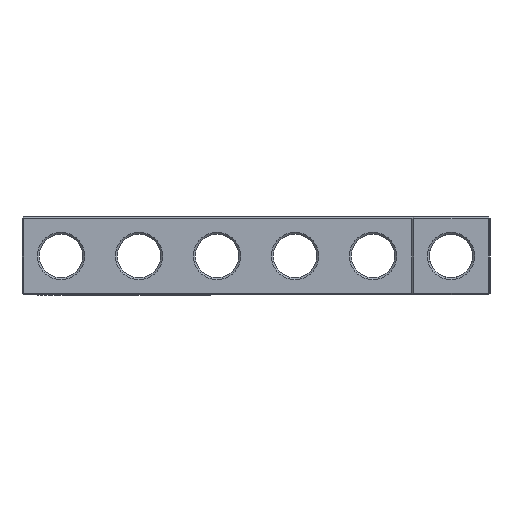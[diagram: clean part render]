
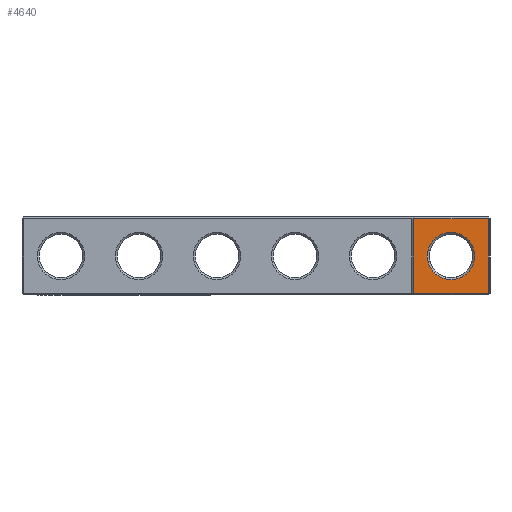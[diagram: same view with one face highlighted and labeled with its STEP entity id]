
A CAD part, left-side view. The second image highlights one B-rep face of the part: STEP entity #4640.
In plain terms, the highlighted planar face has unit normal (-1, 0, 0).
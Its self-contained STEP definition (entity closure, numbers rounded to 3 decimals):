
#361 = PLANE('',#362);
#362 = AXIS2_PLACEMENT_3D('',#363,#364,#365);
#363 = CARTESIAN_POINT('',(-93.6,6.1,0.));
#364 = DIRECTION('',(0.707,-0.707,0.)
  );
#365 = DIRECTION('',(0.,0.,-1.));
#1241 = VERTEX_POINT('',#1242);
#1242 = CARTESIAN_POINT('',(-93.75,5.95,0.3));
#1263 = EDGE_CURVE('',#1241,#1264,#1266,.T.);
#1264 = VERTEX_POINT('',#1265);
#1265 = CARTESIAN_POINT('',(-93.75,5.95,12.2));
#1266 = SURFACE_CURVE('',#1267,(#1271,#1278),.PCURVE_S1.);
#1267 = LINE('',#1268,#1269);
#1268 = CARTESIAN_POINT('',(-93.75,5.95,0.));
#1269 = VECTOR('',#1270,1.);
#1270 = DIRECTION('',(0.,0.,1.));
#1271 = PCURVE('',#361,#1272);
#1272 = DEFINITIONAL_REPRESENTATION('',(#1273),#1277);
#1273 = LINE('',#1274,#1275);
#1274 = CARTESIAN_POINT('',(0.,-0.212));
#1275 = VECTOR('',#1276,1.);
#1276 = DIRECTION('',(-1.,0.));
#1277 = ( GEOMETRIC_REPRESENTATION_CONTEXT(2) 
PARAMETRIC_REPRESENTATION_CONTEXT() REPRESENTATION_CONTEXT('2D SPACE',''
  ) );
#1278 = PCURVE('',#1279,#1284);
#1279 = PLANE('',#1280);
#1280 = AXIS2_PLACEMENT_3D('',#1281,#1282,#1283);
#1281 = CARTESIAN_POINT('',(-93.75,6.25,0.));
#1282 = DIRECTION('',(1.,0.,0.));
#1283 = DIRECTION('',(0.,-1.,0.));
#1284 = DEFINITIONAL_REPRESENTATION('',(#1285),#1289);
#1285 = LINE('',#1286,#1287);
#1286 = CARTESIAN_POINT('',(0.3,0.));
#1287 = VECTOR('',#1288,1.);
#1288 = DIRECTION('',(0.,-1.));
#1289 = ( GEOMETRIC_REPRESENTATION_CONTEXT(2) 
PARAMETRIC_REPRESENTATION_CONTEXT() REPRESENTATION_CONTEXT('2D SPACE',''
  ) );
#1745 = PLANE('',#1746);
#1746 = AXIS2_PLACEMENT_3D('',#1747,#1748,#1749);
#1747 = CARTESIAN_POINT('',(-93.6,6.25,0.15));
#1748 = DIRECTION('',(0.707,0.,0.707)
  );
#1749 = DIRECTION('',(0.,-1.,0.));
#2590 = PLANE('',#2591);
#2591 = AXIS2_PLACEMENT_3D('',#2592,#2593,#2594);
#2592 = CARTESIAN_POINT('',(-93.6,6.25,12.35));
#2593 = DIRECTION('',(-0.707,0.,0.707
    ));
#2594 = DIRECTION('',(0.,-1.,0.));
#4640 = ADVANCED_FACE('',(#4641,#4716),#1279,.F.);
#4641 = FACE_BOUND('',#4642,.F.);
#4642 = EDGE_LOOP('',(#4643,#4673,#4694,#4695));
#4643 = ORIENTED_EDGE('',*,*,#4644,.F.);
#4644 = EDGE_CURVE('',#4645,#4647,#4649,.T.);
#4645 = VERTEX_POINT('',#4646);
#4646 = CARTESIAN_POINT('',(-93.75,-5.95,0.3));
#4647 = VERTEX_POINT('',#4648);
#4648 = CARTESIAN_POINT('',(-93.75,-5.95,12.2));
#4649 = SURFACE_CURVE('',#4650,(#4654,#4661),.PCURVE_S1.);
#4650 = LINE('',#4651,#4652);
#4651 = CARTESIAN_POINT('',(-93.75,-5.95,0.));
#4652 = VECTOR('',#4653,1.);
#4653 = DIRECTION('',(0.,0.,1.));
#4654 = PCURVE('',#1279,#4655);
#4655 = DEFINITIONAL_REPRESENTATION('',(#4656),#4660);
#4656 = LINE('',#4657,#4658);
#4657 = CARTESIAN_POINT('',(12.2,0.));
#4658 = VECTOR('',#4659,1.);
#4659 = DIRECTION('',(0.,-1.));
#4660 = ( GEOMETRIC_REPRESENTATION_CONTEXT(2) 
PARAMETRIC_REPRESENTATION_CONTEXT() REPRESENTATION_CONTEXT('2D SPACE',''
  ) );
#4661 = PCURVE('',#4662,#4667);
#4662 = PLANE('',#4663);
#4663 = AXIS2_PLACEMENT_3D('',#4664,#4665,#4666);
#4664 = CARTESIAN_POINT('',(-93.6,-6.1,0.));
#4665 = DIRECTION('',(-0.707,-0.707,0.
    ));
#4666 = DIRECTION('',(0.,0.,1.));
#4667 = DEFINITIONAL_REPRESENTATION('',(#4668),#4672);
#4668 = LINE('',#4669,#4670);
#4669 = CARTESIAN_POINT('',(0.,0.212));
#4670 = VECTOR('',#4671,1.);
#4671 = DIRECTION('',(1.,0.));
#4672 = ( GEOMETRIC_REPRESENTATION_CONTEXT(2) 
PARAMETRIC_REPRESENTATION_CONTEXT() REPRESENTATION_CONTEXT('2D SPACE',''
  ) );
#4673 = ORIENTED_EDGE('',*,*,#4674,.F.);
#4674 = EDGE_CURVE('',#1241,#4645,#4675,.T.);
#4675 = SURFACE_CURVE('',#4676,(#4680,#4687),.PCURVE_S1.);
#4676 = LINE('',#4677,#4678);
#4677 = CARTESIAN_POINT('',(-93.75,6.25,0.3));
#4678 = VECTOR('',#4679,1.);
#4679 = DIRECTION('',(0.,-1.,0.));
#4680 = PCURVE('',#1279,#4681);
#4681 = DEFINITIONAL_REPRESENTATION('',(#4682),#4686);
#4682 = LINE('',#4683,#4684);
#4683 = CARTESIAN_POINT('',(0.,-0.3));
#4684 = VECTOR('',#4685,1.);
#4685 = DIRECTION('',(1.,0.));
#4686 = ( GEOMETRIC_REPRESENTATION_CONTEXT(2) 
PARAMETRIC_REPRESENTATION_CONTEXT() REPRESENTATION_CONTEXT('2D SPACE',''
  ) );
#4687 = PCURVE('',#1745,#4688);
#4688 = DEFINITIONAL_REPRESENTATION('',(#4689),#4693);
#4689 = LINE('',#4690,#4691);
#4690 = CARTESIAN_POINT('',(0.,-0.212));
#4691 = VECTOR('',#4692,1.);
#4692 = DIRECTION('',(1.,0.));
#4693 = ( GEOMETRIC_REPRESENTATION_CONTEXT(2) 
PARAMETRIC_REPRESENTATION_CONTEXT() REPRESENTATION_CONTEXT('2D SPACE',''
  ) );
#4694 = ORIENTED_EDGE('',*,*,#1263,.T.);
#4695 = ORIENTED_EDGE('',*,*,#4696,.T.);
#4696 = EDGE_CURVE('',#1264,#4647,#4697,.T.);
#4697 = SURFACE_CURVE('',#4698,(#4702,#4709),.PCURVE_S1.);
#4698 = LINE('',#4699,#4700);
#4699 = CARTESIAN_POINT('',(-93.75,6.25,12.2));
#4700 = VECTOR('',#4701,1.);
#4701 = DIRECTION('',(0.,-1.,0.));
#4702 = PCURVE('',#1279,#4703);
#4703 = DEFINITIONAL_REPRESENTATION('',(#4704),#4708);
#4704 = LINE('',#4705,#4706);
#4705 = CARTESIAN_POINT('',(0.,-12.2));
#4706 = VECTOR('',#4707,1.);
#4707 = DIRECTION('',(1.,0.));
#4708 = ( GEOMETRIC_REPRESENTATION_CONTEXT(2) 
PARAMETRIC_REPRESENTATION_CONTEXT() REPRESENTATION_CONTEXT('2D SPACE',''
  ) );
#4709 = PCURVE('',#2590,#4710);
#4710 = DEFINITIONAL_REPRESENTATION('',(#4711),#4715);
#4711 = LINE('',#4712,#4713);
#4712 = CARTESIAN_POINT('',(0.,-0.212));
#4713 = VECTOR('',#4714,1.);
#4714 = DIRECTION('',(1.,0.));
#4715 = ( GEOMETRIC_REPRESENTATION_CONTEXT(2) 
PARAMETRIC_REPRESENTATION_CONTEXT() REPRESENTATION_CONTEXT('2D SPACE',''
  ) );
#4716 = FACE_BOUND('',#4717,.F.);
#4717 = EDGE_LOOP('',(#4718));
#4718 = ORIENTED_EDGE('',*,*,#4719,.T.);
#4719 = EDGE_CURVE('',#4720,#4720,#4722,.T.);
#4720 = VERTEX_POINT('',#4721);
#4721 = CARTESIAN_POINT('',(-93.75,0.,10.04));
#4722 = SURFACE_CURVE('',#4723,(#4728,#4739),.PCURVE_S1.);
#4723 = CIRCLE('',#4724,3.79);
#4724 = AXIS2_PLACEMENT_3D('',#4725,#4726,#4727);
#4725 = CARTESIAN_POINT('',(-93.75,0.,6.25));
#4726 = DIRECTION('',(-1.,0.,0.));
#4727 = DIRECTION('',(0.,0.,1.));
#4728 = PCURVE('',#1279,#4729);
#4729 = DEFINITIONAL_REPRESENTATION('',(#4730),#4738);
#4730 = ( BOUNDED_CURVE() B_SPLINE_CURVE(2,(#4731,#4732,#4733,#4734,
#4735,#4736,#4737),.UNSPECIFIED.,.T.,.F.) B_SPLINE_CURVE_WITH_KNOTS((1,2
    ,2,2,2,1),(-2.094,0.,2.094,4.189,
6.283,8.378),.UNSPECIFIED.) CURVE() 
GEOMETRIC_REPRESENTATION_ITEM() RATIONAL_B_SPLINE_CURVE((1.,0.5,1.,0.5,
1.,0.5,1.)) REPRESENTATION_ITEM('') );
#4731 = CARTESIAN_POINT('',(6.25,-10.04));
#4732 = CARTESIAN_POINT('',(-0.314,-10.04));
#4733 = CARTESIAN_POINT('',(2.968,-4.355));
#4734 = CARTESIAN_POINT('',(6.25,1.33));
#4735 = CARTESIAN_POINT('',(9.532,-4.355));
#4736 = CARTESIAN_POINT('',(12.814,-10.04));
#4737 = CARTESIAN_POINT('',(6.25,-10.04));
#4738 = ( GEOMETRIC_REPRESENTATION_CONTEXT(2) 
PARAMETRIC_REPRESENTATION_CONTEXT() REPRESENTATION_CONTEXT('2D SPACE',''
  ) );
#4739 = PCURVE('',#4740,#4745);
#4740 = CONICAL_SURFACE('',#4741,3.49,0.785);
#4741 = AXIS2_PLACEMENT_3D('',#4742,#4743,#4744);
#4742 = CARTESIAN_POINT('',(-93.45,0.,6.25));
#4743 = DIRECTION('',(-1.,-0.,0.));
#4744 = DIRECTION('',(0.,0.,1.));
#4745 = DEFINITIONAL_REPRESENTATION('',(#4746),#4750);
#4746 = LINE('',#4747,#4748);
#4747 = CARTESIAN_POINT('',(0.,0.3));
#4748 = VECTOR('',#4749,1.);
#4749 = DIRECTION('',(1.,0.));
#4750 = ( GEOMETRIC_REPRESENTATION_CONTEXT(2) 
PARAMETRIC_REPRESENTATION_CONTEXT() REPRESENTATION_CONTEXT('2D SPACE',''
  ) );
